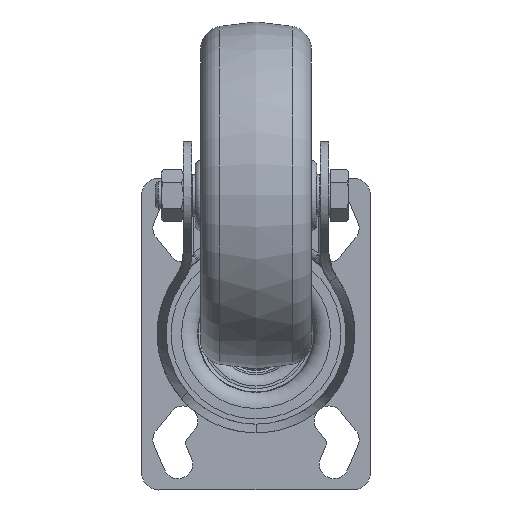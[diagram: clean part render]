
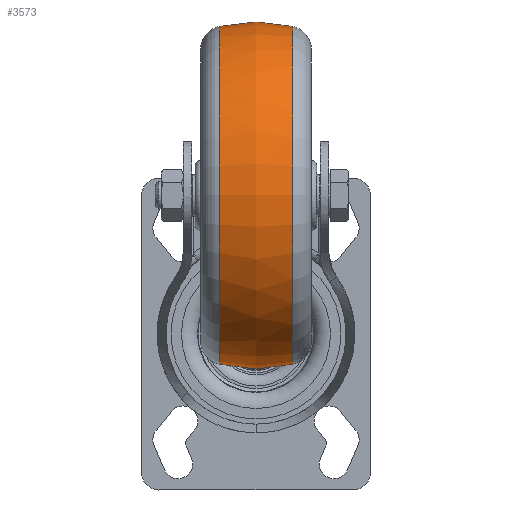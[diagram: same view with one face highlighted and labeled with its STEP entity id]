
A CAD part, front view. The second image highlights one B-rep face of the part: STEP entity #3573.
In plain terms, the highlighted free-form (B-spline) face has degree [2, 2] with [3, 9] control points.
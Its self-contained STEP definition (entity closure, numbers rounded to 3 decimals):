
#132=(
BOUNDED_SURFACE()
B_SPLINE_SURFACE(2,2,((#5507,#5508,#5509,#5510,#5511,#5512,#5513,#5514,
#5515),(#5516,#5517,#5518,#5519,#5520,#5521,#5522,#5523,#5524),(#5525,#5526,
#5527,#5528,#5529,#5530,#5531,#5532,#5533)),.UNSPECIFIED.,.F.,.T.,.F.)
B_SPLINE_SURFACE_WITH_KNOTS((3,3),(3,2,2,2,3),(-0.239,0.239),
(-3.142,-1.571,0.,1.571,3.142),
 .UNSPECIFIED.)
GEOMETRIC_REPRESENTATION_ITEM()
RATIONAL_B_SPLINE_SURFACE(((1.,0.707,1.,0.707,1.,
0.707,1.,0.707,1.),(0.972,0.687,
0.972,0.687,0.972,0.687,0.972,
0.687,0.972),(1.,0.707,1.,0.707,
1.,0.707,1.,0.707,1.)))
REPRESENTATION_ITEM('')
SURFACE()
);
#445=FACE_OUTER_BOUND('',#678,.T.);
#678=EDGE_LOOP('',(#2583,#2584,#2585,#2586));
#1279=CIRCLE('',#3864,48.72);
#1280=CIRCLE('',#3865,48.72);
#1281=CIRCLE('',#3866,45.);
#1520=VERTEX_POINT('',#5504);
#1521=VERTEX_POINT('',#5534);
#1917=EDGE_CURVE('',#1520,#1520,#1279,.T.);
#1918=EDGE_CURVE('',#1521,#1521,#1280,.T.);
#1919=EDGE_CURVE('',#1521,#1520,#1281,.T.);
#2583=ORIENTED_EDGE('',*,*,#1918,.T.);
#2584=ORIENTED_EDGE('',*,*,#1919,.T.);
#2585=ORIENTED_EDGE('',*,*,#1917,.F.);
#2586=ORIENTED_EDGE('',*,*,#1919,.F.);
#3573=ADVANCED_FACE('',(#445),#132,.F.);
#3864=AXIS2_PLACEMENT_3D('',#5506,#4409,#4410);
#3865=AXIS2_PLACEMENT_3D('',#5535,#4411,#4412);
#3866=AXIS2_PLACEMENT_3D('',#5536,#4413,#4414);
#4409=DIRECTION('center_axis',(-1.,0.,0.));
#4410=DIRECTION('ref_axis',(0.,-1.,0.));
#4411=DIRECTION('center_axis',(-1.,0.,0.));
#4412=DIRECTION('ref_axis',(0.,-1.,0.));
#4413=DIRECTION('center_axis',(0.,0.,
1.));
#4414=DIRECTION('ref_axis',(0.,1.,0.));
#5504=CARTESIAN_POINT('',(-10.658,-37.28,40.));
#5506=CARTESIAN_POINT('Origin',(-10.658,-86.,40.));
#5507=CARTESIAN_POINT('Ctrl Pts',(10.658,-37.28,40.));
#5508=CARTESIAN_POINT('Ctrl Pts',(10.658,-37.28,-8.72));
#5509=CARTESIAN_POINT('Ctrl Pts',(10.658,-86.,-8.72));
#5510=CARTESIAN_POINT('Ctrl Pts',(10.658,-134.72,-8.72));
#5511=CARTESIAN_POINT('Ctrl Pts',(10.658,-134.72,40.));
#5512=CARTESIAN_POINT('Ctrl Pts',(10.658,-134.72,88.72));
#5513=CARTESIAN_POINT('Ctrl Pts',(10.658,-86.,88.72));
#5514=CARTESIAN_POINT('Ctrl Pts',(10.658,-37.28,88.72));
#5515=CARTESIAN_POINT('Ctrl Pts',(10.658,-37.28,40.));
#5516=CARTESIAN_POINT('Ctrl Pts',(0.,-34.682,
40.));
#5517=CARTESIAN_POINT('Ctrl Pts',(0.,-34.682,
-11.318));
#5518=CARTESIAN_POINT('Ctrl Pts',(0.,-86.,
-11.318));
#5519=CARTESIAN_POINT('Ctrl Pts',(0.,-137.318,
-11.318));
#5520=CARTESIAN_POINT('Ctrl Pts',(0.,-137.318,
40.));
#5521=CARTESIAN_POINT('Ctrl Pts',(0.,-137.318,
91.318));
#5522=CARTESIAN_POINT('Ctrl Pts',(0.,-86.,
91.318));
#5523=CARTESIAN_POINT('Ctrl Pts',(0.,-34.682,
91.318));
#5524=CARTESIAN_POINT('Ctrl Pts',(0.,-34.682,
40.));
#5525=CARTESIAN_POINT('Ctrl Pts',(-10.658,-37.28,40.));
#5526=CARTESIAN_POINT('Ctrl Pts',(-10.658,-37.28,-8.72));
#5527=CARTESIAN_POINT('Ctrl Pts',(-10.658,-86.,-8.72));
#5528=CARTESIAN_POINT('Ctrl Pts',(-10.658,-134.72,-8.72));
#5529=CARTESIAN_POINT('Ctrl Pts',(-10.658,-134.72,40.));
#5530=CARTESIAN_POINT('Ctrl Pts',(-10.658,-134.72,88.72));
#5531=CARTESIAN_POINT('Ctrl Pts',(-10.658,-86.,88.72));
#5532=CARTESIAN_POINT('Ctrl Pts',(-10.658,-37.28,88.72));
#5533=CARTESIAN_POINT('Ctrl Pts',(-10.658,-37.28,40.));
#5534=CARTESIAN_POINT('',(10.658,-37.28,40.));
#5535=CARTESIAN_POINT('Origin',(10.658,-86.,40.));
#5536=CARTESIAN_POINT('Origin',(0.,-81.,40.));
